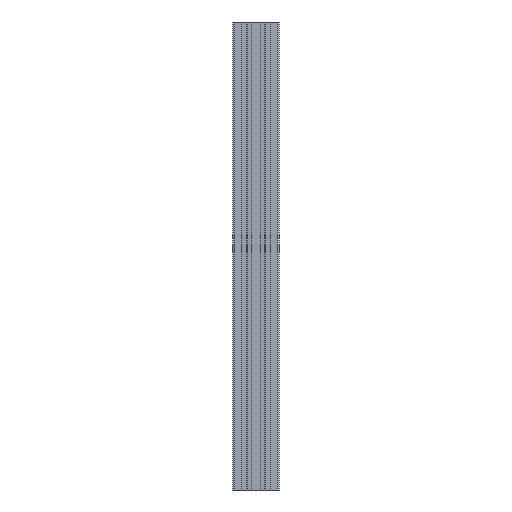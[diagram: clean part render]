
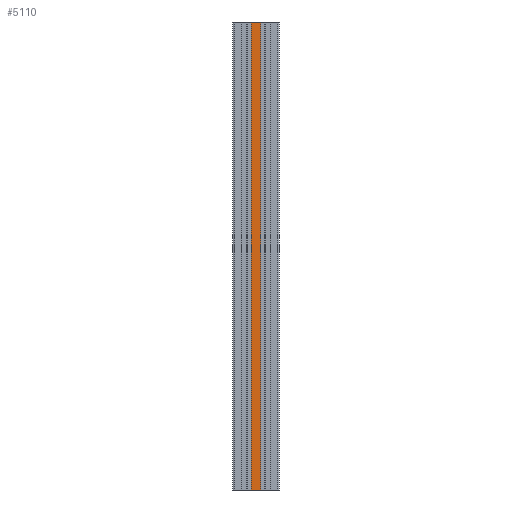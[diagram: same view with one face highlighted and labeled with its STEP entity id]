
A CAD part, front view. The second image highlights one B-rep face of the part: STEP entity #5110.
In plain terms, the highlighted planar face has unit normal (0, -1, 0).
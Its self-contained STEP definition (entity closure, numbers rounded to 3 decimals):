
#250=FACE_OUTER_BOUND('',#507,.T.);
#507=EDGE_LOOP('',(#4087,#4088,#4089,#4090));
#1020=LINE('',#7717,#1716);
#1115=LINE('',#7915,#1811);
#1116=LINE('',#7917,#1812);
#1117=LINE('',#7918,#1813);
#1716=VECTOR('',#6314,10.);
#1811=VECTOR('',#6419,10.);
#1812=VECTOR('',#6420,10.);
#1813=VECTOR('',#6421,10.);
#2304=VERTEX_POINT('',#7714);
#2305=VERTEX_POINT('',#7716);
#2403=VERTEX_POINT('',#7914);
#2404=VERTEX_POINT('',#7916);
#2948=EDGE_CURVE('',#2304,#2305,#1020,.T.);
#3047=EDGE_CURVE('',#2403,#2304,#1115,.T.);
#3048=EDGE_CURVE('',#2404,#2403,#1116,.T.);
#3049=EDGE_CURVE('',#2305,#2404,#1117,.T.);
#4087=ORIENTED_EDGE('',*,*,#3047,.F.);
#4088=ORIENTED_EDGE('',*,*,#3048,.F.);
#4089=ORIENTED_EDGE('',*,*,#3049,.F.);
#4090=ORIENTED_EDGE('',*,*,#2948,.F.);
#4864=PLANE('',#5424);
#5110=ADVANCED_FACE('',(#250),#4864,.T.);
#5424=AXIS2_PLACEMENT_3D('',#7913,#6417,#6418);
#6314=DIRECTION('',(-1.,0.,0.));
#6417=DIRECTION('center_axis',(0.,-1.,0.));
#6418=DIRECTION('ref_axis',(1.,0.,0.));
#6419=DIRECTION('',(0.,0.,-1.));
#6420=DIRECTION('',(1.,0.,0.));
#6421=DIRECTION('',(0.,0.,1.));
#7714=CARTESIAN_POINT('',(10.,-24.,-500.));
#7716=CARTESIAN_POINT('',(-10.,-24.,-500.));
#7717=CARTESIAN_POINT('',(-10.,-24.,-500.));
#7913=CARTESIAN_POINT('Origin',(-10.,-24.,0.));
#7914=CARTESIAN_POINT('',(10.,-24.,500.));
#7915=CARTESIAN_POINT('',(10.,-24.,0.));
#7916=CARTESIAN_POINT('',(-10.,-24.,500.));
#7917=CARTESIAN_POINT('',(-10.,-24.,500.));
#7918=CARTESIAN_POINT('',(-10.,-24.,0.));
